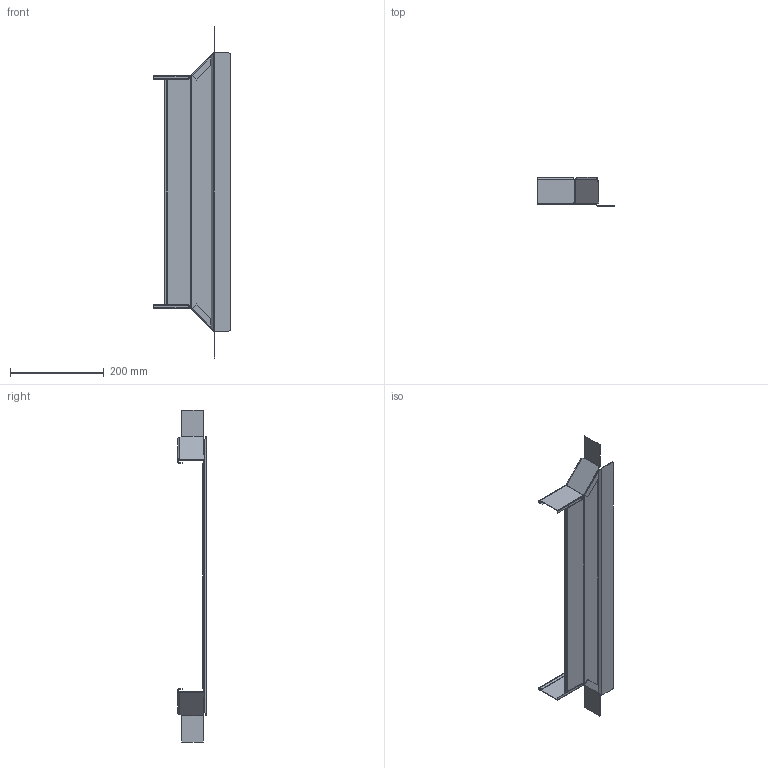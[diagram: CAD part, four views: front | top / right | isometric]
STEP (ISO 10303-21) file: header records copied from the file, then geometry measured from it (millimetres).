
FILE_DESCRIPTION (( 'STEP AP214' ), '1' );
FILE_NAME ('6042381.STEP', '2024-10-22T12:56:48', ( '' ), ( '' ), 'SwSTEP 2.0', 'SolidWorks 2024', '' );
FILE_SCHEMA (( 'AUTOMOTIVE_DESIGN' ));
Length unit declared in the file: millimetre
Products named in the file (4): 180291_60 R; 167752_500; 6042381; 180291_60 L
Assembly tree (3 placements, depth 2):
  6042381
    167752_500
    180291_60 L
    180291_60 R
Bounding box: 163.29 x 61.25 x 708.16 mm (x, y, z)
Volume: 110782.4 mm3; surface area: 210793.8 mm2
Topology: 3 solids, 3 shells, 184 faces, 406 edges, 228 vertices
Faces by surface type: plane 106, cylinder 54, bspline 24
Entity records: 5603 total; most frequent: CARTESIAN_POINT 1728, ORIENTED_EDGE 812, DIRECTION 704, EDGE_CURVE 406, LINE 236, VECTOR 236, AXIS2_PLACEMENT_3D 234, VERTEX_POINT 228
